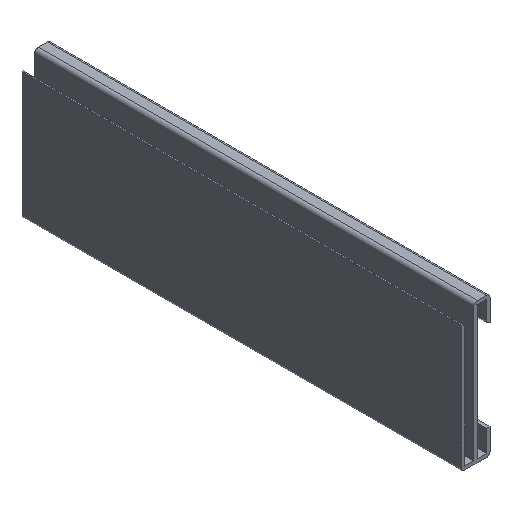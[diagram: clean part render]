
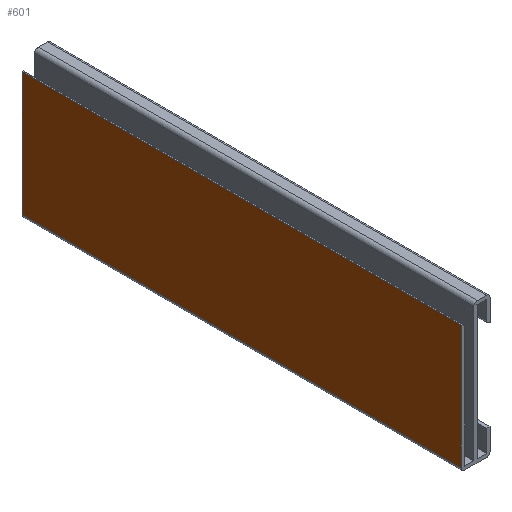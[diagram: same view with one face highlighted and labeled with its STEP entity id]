
A CAD part, isometric view. The second image highlights one B-rep face of the part: STEP entity #601.
In plain terms, the highlighted planar face has unit normal (-1, 0, 0).
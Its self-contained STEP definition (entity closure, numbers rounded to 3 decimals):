
#6 = EDGE_CURVE ( 'NONE', #468, #25, #631, .T. ) ;
#13 = FACE_OUTER_BOUND ( 'NONE', #60, .T. ) ;
#25 = VERTEX_POINT ( 'NONE', #435 ) ;
#56 = CARTESIAN_POINT ( 'NONE',  ( -3.3, 0., -31.2 ) ) ;
#60 = EDGE_LOOP ( 'NONE', ( #277, #211, #216, #585 ) ) ;
#64 = VECTOR ( 'NONE', #299, 1000. ) ;
#110 = CARTESIAN_POINT ( 'NONE',  ( -3.3, 0., -32. ) ) ;
#177 = AXIS2_PLACEMENT_3D ( 'NONE', #110, #947, #369 ) ;
#211 = ORIENTED_EDGE ( 'NONE', *, *, #323, .T. ) ;
#216 = ORIENTED_EDGE ( 'NONE', *, *, #574, .F. ) ;
#234 = VERTEX_POINT ( 'NONE', #521 ) ;
#260 = VECTOR ( 'NONE', #621, 1000. ) ;
#277 = ORIENTED_EDGE ( 'NONE', *, *, #6, .T. ) ;
#299 = DIRECTION ( 'NONE',  ( 0., 1., 0. ) ) ;
#323 = EDGE_CURVE ( 'NONE', #25, #1019, #816, .T. ) ;
#361 = VECTOR ( 'NONE', #783, 1000. ) ;
#369 = DIRECTION ( 'NONE',  ( 0., 0., 1. ) ) ;
#372 = CARTESIAN_POINT ( 'NONE',  ( -3.3, 100., -31.2 ) ) ;
#435 = CARTESIAN_POINT ( 'NONE',  ( -3.3, 0., -3. ) ) ;
#468 = VERTEX_POINT ( 'NONE', #56 ) ;
#511 = CARTESIAN_POINT ( 'NONE',  ( -3.3, 100., -3. ) ) ;
#521 = CARTESIAN_POINT ( 'NONE',  ( -3.3, 100., -31.2 ) ) ;
#574 = EDGE_CURVE ( 'NONE', #234, #1019, #880, .T. ) ;
#585 = ORIENTED_EDGE ( 'NONE', *, *, #875, .T. ) ;
#597 = VECTOR ( 'NONE', #982, 1000. ) ;
#601 = ADVANCED_FACE ( 'NONE', ( #13 ), #694, .T. ) ;
#621 = DIRECTION ( 'NONE',  ( 0., -1., 0. ) ) ;
#631 = LINE ( 'NONE', #878, #361 ) ;
#694 = PLANE ( 'NONE',  #177 ) ;
#710 = CARTESIAN_POINT ( 'NONE',  ( -3.3, 100., -31.2 ) ) ;
#783 = DIRECTION ( 'NONE',  ( 0., 0., 1. ) ) ;
#816 = LINE ( 'NONE', #908, #64 ) ;
#875 = EDGE_CURVE ( 'NONE', #234, #468, #891, .T. ) ;
#878 = CARTESIAN_POINT ( 'NONE',  ( -3.3, 0., -31.2 ) ) ;
#880 = LINE ( 'NONE', #372, #597 ) ;
#891 = LINE ( 'NONE', #710, #260 ) ;
#908 = CARTESIAN_POINT ( 'NONE',  ( -3.3, 0., -3. ) ) ;
#947 = DIRECTION ( 'NONE',  ( -1., 0., 0. ) ) ;
#982 = DIRECTION ( 'NONE',  ( 0., 0., 1. ) ) ;
#1019 = VERTEX_POINT ( 'NONE', #511 ) ;
